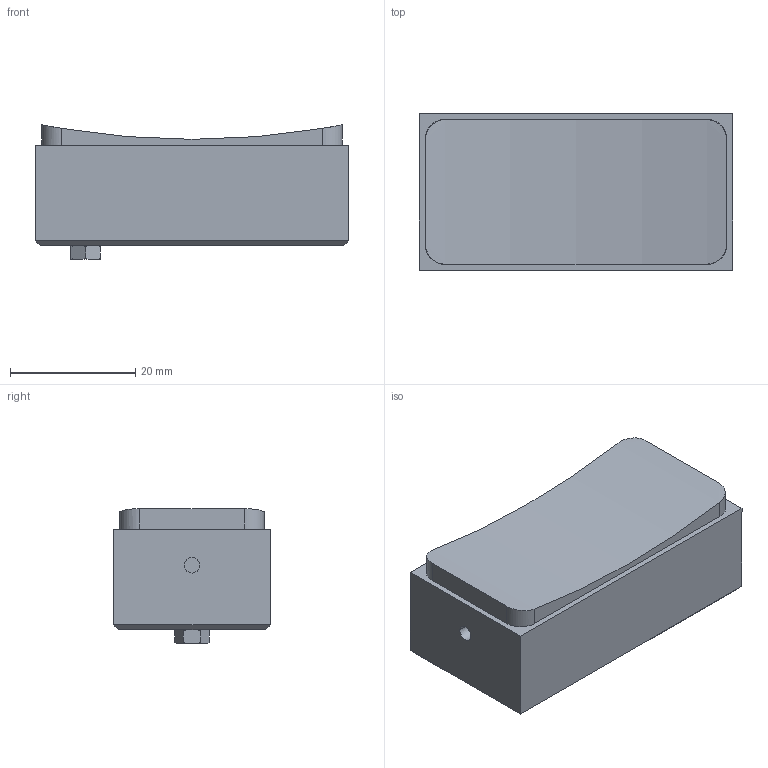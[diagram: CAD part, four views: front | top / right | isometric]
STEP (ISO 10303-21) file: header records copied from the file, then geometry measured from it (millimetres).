
FILE_DESCRIPTION (( 'STEP AP214' ), '1' );
FILE_NAME ('S3225LXXX125.STEP', '2023-01-05T19:42:31', ( '' ), ( '' ), 'SwSTEP 2.0', 'SolidWorks 2020', '' );
FILE_SCHEMA (( 'AUTOMOTIVE_DESIGN' ));
Length unit declared in the file: inch
Products named in the file (5): S90F030; 12S2501_SK-30; S3225LXXX125; S90A002; 62S23SXX_62S23S04
Assembly tree (3 placements, depth 2):
  S3225LXXX125
    12S2501_SK-30
    62S23SXX_62S23S04
    S90F030
  S90A002
Bounding box: 50.01 x 24.99 x 21.49 mm (x, y, z)
Volume: 19936.3 mm3; surface area: 9283.4 mm2
Topology: 3 solids, 3 shells, 100 faces, 249 edges, 156 vertices
Faces by surface type: plane 44, cylinder 30, cone 26
Entity records: 3336 total; most frequent: CARTESIAN_POINT 639, DIRECTION 499, ORIENTED_EDGE 482, EDGE_CURVE 241, AXIS2_PLACEMENT_3D 180, VERTEX_POINT 156, VECTOR 139, LINE 139
